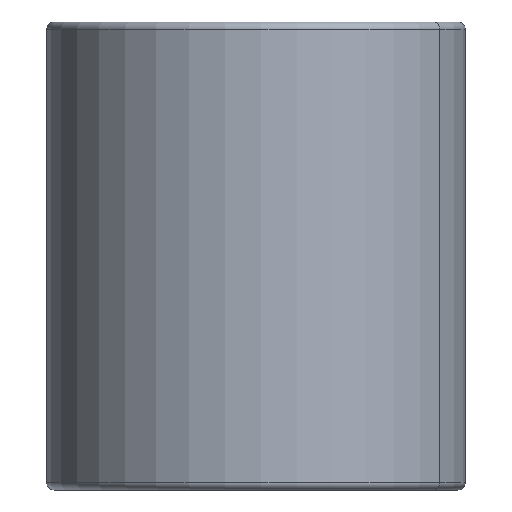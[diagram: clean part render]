
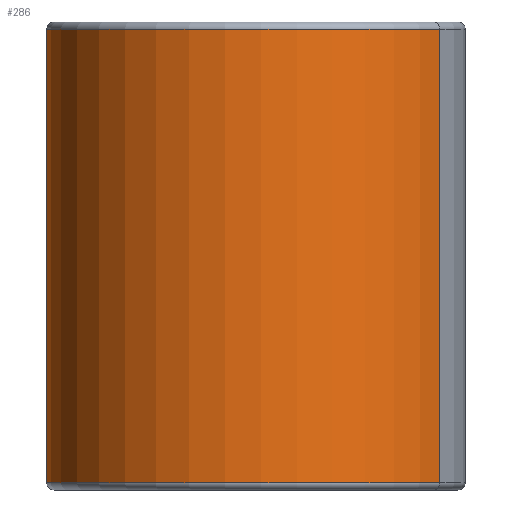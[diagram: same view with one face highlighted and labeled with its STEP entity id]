
A CAD part, front view. The second image highlights one B-rep face of the part: STEP entity #286.
In plain terms, the highlighted cylindrical face has radius 42.5 mm (diameter 85 mm), a partial arc.
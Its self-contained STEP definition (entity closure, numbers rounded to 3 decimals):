
#177=CARTESIAN_POINT('Vertex',(-37.297,20.376,-1.5)) ;
#184=CARTESIAN_POINT('Vertex',(37.297,-20.376,-1.5)) ;
#204=CARTESIAN_POINT('Axis2P3D Location',(0.,0.,-1.5)) ;
#244=CARTESIAN_POINT('Axis2P3D Location',(0.,0.,-47.5)) ;
#249=CARTESIAN_POINT('Line Origine',(-37.297,20.376,-47.5)) ;
#253=CARTESIAN_POINT('Vertex',(-37.297,20.376,-93.5)) ;
#256=CARTESIAN_POINT('Line Origine',(37.297,-20.376,-47.5)) ;
#260=CARTESIAN_POINT('Vertex',(37.297,-20.376,-93.5)) ;
#275=CARTESIAN_POINT('Axis2P3D Location',(0.,0.,-93.5)) ;
#205=DIRECTION('Axis2P3D Direction',(0.,0.,-1.)) ;
#245=DIRECTION('Axis2P3D Direction',(0.,0.,-1.)) ;
#246=DIRECTION('Axis2P3D XDirection',(-0.878,0.479,-0.)) ;
#250=DIRECTION('Vector Direction',(0.,0.,-1.)) ;
#257=DIRECTION('Vector Direction',(0.,0.,-1.)) ;
#276=DIRECTION('Axis2P3D Direction',(0.,0.,-1.)) ;
#206=AXIS2_PLACEMENT_3D('Circle Axis2P3D',#204,#205,$) ;
#247=AXIS2_PLACEMENT_3D('Cylinder Axis2P3D',#244,#245,#246) ;
#277=AXIS2_PLACEMENT_3D('Circle Axis2P3D',#275,#276,$) ;
#281=ORIENTED_EDGE('',*,*,#262,.T.) ;
#282=ORIENTED_EDGE('',*,*,#208,.T.) ;
#283=ORIENTED_EDGE('',*,*,#255,.F.) ;
#284=ORIENTED_EDGE('',*,*,#279,.F.) ;
#251=VECTOR('Line Direction',#250,1.) ;
#258=VECTOR('Line Direction',#257,1.) ;
#286=ADVANCED_FACE('PartBody',(#285),#248,.T.) ;
#207=CIRCLE('generated circle',#206,42.5) ;
#278=CIRCLE('generated circle',#277,42.5) ;
#248=CYLINDRICAL_SURFACE('generated cylinder',#247,42.5) ;
#208=EDGE_CURVE('',#185,#178,#207,.T.) ;
#255=EDGE_CURVE('',#254,#178,#252,.F.) ;
#262=EDGE_CURVE('',#261,#185,#259,.F.) ;
#279=EDGE_CURVE('',#261,#254,#278,.T.) ;
#280=EDGE_LOOP('',(#281,#282,#283,#284)) ;
#285=FACE_OUTER_BOUND('',#280,.T.) ;
#252=LINE('Line',#249,#251) ;
#259=LINE('Line',#256,#258) ;
#178=VERTEX_POINT('',#177) ;
#185=VERTEX_POINT('',#184) ;
#254=VERTEX_POINT('',#253) ;
#261=VERTEX_POINT('',#260) ;
